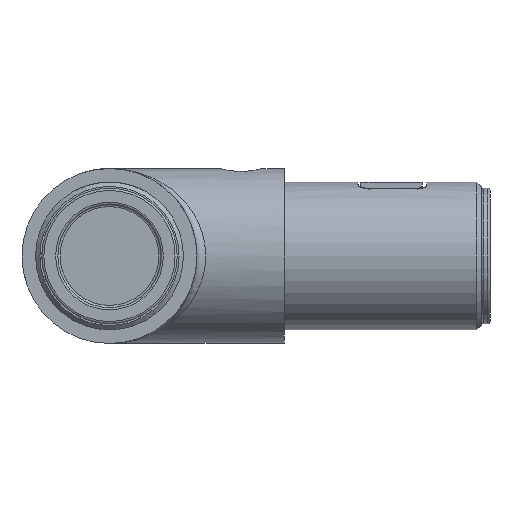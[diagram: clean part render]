
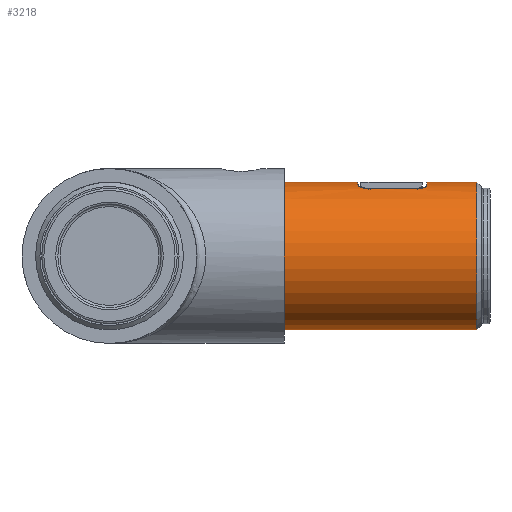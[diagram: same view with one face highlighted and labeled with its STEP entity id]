
A CAD part, front view. The second image highlights one B-rep face of the part: STEP entity #3218.
In plain terms, the highlighted cylindrical face has radius 16.9 mm (diameter 33.8 mm), a full revolution.
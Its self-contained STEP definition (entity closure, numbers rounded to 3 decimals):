
#178=FACE_BOUND('',#637,.T.);
#198=ELLIPSE('',#3463,17.496,16.9);
#250=CIRCLE('',#3449,16.9);
#256=CIRCLE('',#3461,16.9);
#257=CIRCLE('',#3462,16.9);
#386=CYLINDRICAL_SURFACE('',#3460,16.9);
#434=FACE_OUTER_BOUND('',#636,.T.);
#636=EDGE_LOOP('',(#2288,#2289,#2290,#2291));
#637=EDGE_LOOP('',(#2292,#2293,#2294,#2295,#2296,#2297,#2298,#2299));
#860=LINE('',#6017,#1128);
#861=LINE('',#6033,#1129);
#862=LINE('',#6059,#1130);
#1128=VECTOR('',#3855,16.9);
#1129=VECTOR('',#3858,1000.);
#1130=VECTOR('',#3861,1000.);
#1395=B_SPLINE_CURVE_WITH_KNOTS('',3,(#6022,#6023,#6024,#6025,#6026,#6027,
#6028,#6029,#6030,#6031),.UNSPECIFIED.,.F.,.F.,(4,2,2,2,4),(-0.929,
-0.849,-0.769,-0.693,-0.618),
 .UNSPECIFIED.);
#1396=B_SPLINE_CURVE_WITH_KNOTS('',3,(#6035,#6036,#6037,#6038,#6039,#6040,
#6041,#6042,#6043,#6044),.UNSPECIFIED.,.F.,.F.,(4,2,2,2,4),(-0.634,
-0.552,-0.471,-0.389,-0.307),
 .UNSPECIFIED.);
#1397=B_SPLINE_CURVE_WITH_KNOTS('',3,(#6048,#6049,#6050,#6051,#6052,#6053,
#6054,#6055,#6056,#6057),.UNSPECIFIED.,.F.,.F.,(4,2,2,2,4),(-0.327,
-0.245,-0.163,-0.081,0.),
 .UNSPECIFIED.);
#1398=B_SPLINE_CURVE_WITH_KNOTS('',3,(#6060,#6061,#6062,#6063,#6064,#6065,
#6066,#6067,#6068,#6069),.UNSPECIFIED.,.F.,.F.,(4,2,2,2,4),(-1.236,
-1.16,-1.085,-1.004,-0.924),
 .UNSPECIFIED.);
#1447=VERTEX_POINT('',#5989);
#1455=VERTEX_POINT('',#6015);
#1456=VERTEX_POINT('',#6018);
#1457=VERTEX_POINT('',#6019);
#1458=VERTEX_POINT('',#6021);
#1459=VERTEX_POINT('',#6032);
#1460=VERTEX_POINT('',#6034);
#1461=VERTEX_POINT('',#6045);
#1462=VERTEX_POINT('',#6047);
#1463=VERTEX_POINT('',#6058);
#1768=EDGE_CURVE('',#1447,#1447,#250,.T.);
#1782=EDGE_CURVE('',#1455,#1455,#256,.T.);
#1783=EDGE_CURVE('',#1455,#1447,#860,.T.);
#1784=EDGE_CURVE('',#1456,#1457,#257,.T.);
#1785=EDGE_CURVE('',#1456,#1458,#1395,.T.);
#1786=EDGE_CURVE('',#1459,#1458,#861,.T.);
#1787=EDGE_CURVE('',#1459,#1460,#1396,.T.);
#1788=EDGE_CURVE('',#1461,#1460,#198,.T.);
#1789=EDGE_CURVE('',#1461,#1462,#1397,.T.);
#1790=EDGE_CURVE('',#1463,#1462,#862,.T.);
#1791=EDGE_CURVE('',#1463,#1457,#1398,.T.);
#2288=ORIENTED_EDGE('',*,*,#1782,.T.);
#2289=ORIENTED_EDGE('',*,*,#1783,.T.);
#2290=ORIENTED_EDGE('',*,*,#1768,.T.);
#2291=ORIENTED_EDGE('',*,*,#1783,.F.);
#2292=ORIENTED_EDGE('',*,*,#1784,.F.);
#2293=ORIENTED_EDGE('',*,*,#1785,.T.);
#2294=ORIENTED_EDGE('',*,*,#1786,.F.);
#2295=ORIENTED_EDGE('',*,*,#1787,.T.);
#2296=ORIENTED_EDGE('',*,*,#1788,.F.);
#2297=ORIENTED_EDGE('',*,*,#1789,.T.);
#2298=ORIENTED_EDGE('',*,*,#1790,.F.);
#2299=ORIENTED_EDGE('',*,*,#1791,.T.);
#3218=ADVANCED_FACE('',(#434,#178),#386,.T.);
#3449=AXIS2_PLACEMENT_3D('',#5990,#3823,#3824);
#3460=AXIS2_PLACEMENT_3D('',#6014,#3851,#3852);
#3461=AXIS2_PLACEMENT_3D('',#6016,#3853,#3854);
#3462=AXIS2_PLACEMENT_3D('',#6020,#3856,#3857);
#3463=AXIS2_PLACEMENT_3D('',#6046,#3859,#3860);
#3823=DIRECTION('center_axis',(-1.,0.,0.));
#3824=DIRECTION('ref_axis',(0.,0.,-1.));
#3851=DIRECTION('center_axis',(-1.,0.,0.));
#3852=DIRECTION('ref_axis',(0.,0.,1.));
#3853=DIRECTION('center_axis',(1.,0.,0.));
#3854=DIRECTION('ref_axis',(0.,0.,-1.));
#3855=DIRECTION('',(1.,0.,0.));
#3856=DIRECTION('center_axis',(-1.,0.,0.));
#3857=DIRECTION('ref_axis',(0.,0.,1.));
#3858=DIRECTION('',(1.,0.,0.));
#3859=DIRECTION('center_axis',(0.966,0.,0.259));
#3860=DIRECTION('ref_axis',(0.259,0.,-0.966));
#3861=DIRECTION('',(-1.,0.,0.));
#5989=CARTESIAN_POINT('',(38.02,37.468,-13.162));
#5990=CARTESIAN_POINT('Origin',(38.02,37.468,3.738));
#6014=CARTESIAN_POINT('Origin',(39.02,37.468,3.738));
#6015=CARTESIAN_POINT('',(-5.98,37.468,-13.162));
#6016=CARTESIAN_POINT('Origin',(-5.98,37.468,3.738));
#6017=CARTESIAN_POINT('',(39.02,37.468,-13.162));
#6018=CARTESIAN_POINT('',(26.52,32.468,19.882));
#6019=CARTESIAN_POINT('',(26.52,42.468,19.882));
#6020=CARTESIAN_POINT('Origin',(26.52,37.468,3.738));
#6021=CARTESIAN_POINT('',(24.52,30.468,19.12));
#6022=CARTESIAN_POINT('Ctrl Pts',(26.52,32.468,19.882));
#6023=CARTESIAN_POINT('Ctrl Pts',(26.52,32.212,19.802));
#6024=CARTESIAN_POINT('Ctrl Pts',(26.468,31.94,19.711));
#6025=CARTESIAN_POINT('Ctrl Pts',(26.258,31.442,19.53));
#6026=CARTESIAN_POINT('Ctrl Pts',(26.1,31.215,19.44));
#6027=CARTESIAN_POINT('Ctrl Pts',(25.743,30.867,19.297));
#6028=CARTESIAN_POINT('Ctrl Pts',(25.523,30.718,19.232));
#6029=CARTESIAN_POINT('Ctrl Pts',(25.037,30.518,19.144));
#6030=CARTESIAN_POINT('Ctrl Pts',(24.771,30.468,19.12));
#6031=CARTESIAN_POINT('Ctrl Pts',(24.52,30.468,19.12));
#6032=CARTESIAN_POINT('',(13.172,30.468,19.12));
#6033=CARTESIAN_POINT('',(39.02,30.468,19.12));
#6034=CARTESIAN_POINT('',(10.898,32.468,19.882));
#6035=CARTESIAN_POINT('Ctrl Pts',(13.172,30.468,19.12));
#6036=CARTESIAN_POINT('Ctrl Pts',(12.901,30.468,19.12));
#6037=CARTESIAN_POINT('Ctrl Pts',(12.613,30.522,19.145));
#6038=CARTESIAN_POINT('Ctrl Pts',(12.082,30.729,19.237));
#6039=CARTESIAN_POINT('Ctrl Pts',(11.837,30.881,19.303));
#6040=CARTESIAN_POINT('Ctrl Pts',(11.441,31.227,19.445));
#6041=CARTESIAN_POINT('Ctrl Pts',(11.26,31.447,19.532));
#6042=CARTESIAN_POINT('Ctrl Pts',(10.999,31.937,19.71));
#6043=CARTESIAN_POINT('Ctrl Pts',(10.919,32.207,19.801));
#6044=CARTESIAN_POINT('Ctrl Pts',(10.898,32.468,19.882));
#6045=CARTESIAN_POINT('',(10.898,42.468,19.882));
#6046=CARTESIAN_POINT('Origin',(15.223,37.468,3.738));
#6047=CARTESIAN_POINT('',(13.172,44.468,19.12));
#6048=CARTESIAN_POINT('Ctrl Pts',(10.898,42.468,19.882));
#6049=CARTESIAN_POINT('Ctrl Pts',(10.919,42.728,19.801));
#6050=CARTESIAN_POINT('Ctrl Pts',(10.999,42.998,19.71));
#6051=CARTESIAN_POINT('Ctrl Pts',(11.26,43.488,19.532));
#6052=CARTESIAN_POINT('Ctrl Pts',(11.441,43.708,19.445));
#6053=CARTESIAN_POINT('Ctrl Pts',(11.837,44.054,19.303));
#6054=CARTESIAN_POINT('Ctrl Pts',(12.082,44.207,19.237));
#6055=CARTESIAN_POINT('Ctrl Pts',(12.613,44.414,19.145));
#6056=CARTESIAN_POINT('Ctrl Pts',(12.901,44.468,19.12));
#6057=CARTESIAN_POINT('Ctrl Pts',(13.172,44.468,19.12));
#6058=CARTESIAN_POINT('',(24.52,44.468,19.12));
#6059=CARTESIAN_POINT('',(39.02,44.468,19.12));
#6060=CARTESIAN_POINT('Ctrl Pts',(24.52,44.468,19.12));
#6061=CARTESIAN_POINT('Ctrl Pts',(24.771,44.468,19.12));
#6062=CARTESIAN_POINT('Ctrl Pts',(25.037,44.417,19.144));
#6063=CARTESIAN_POINT('Ctrl Pts',(25.523,44.218,19.232));
#6064=CARTESIAN_POINT('Ctrl Pts',(25.743,44.069,19.297));
#6065=CARTESIAN_POINT('Ctrl Pts',(26.1,43.72,19.44));
#6066=CARTESIAN_POINT('Ctrl Pts',(26.258,43.493,19.53));
#6067=CARTESIAN_POINT('Ctrl Pts',(26.468,42.995,19.711));
#6068=CARTESIAN_POINT('Ctrl Pts',(26.52,42.724,19.802));
#6069=CARTESIAN_POINT('Ctrl Pts',(26.52,42.468,19.882));
